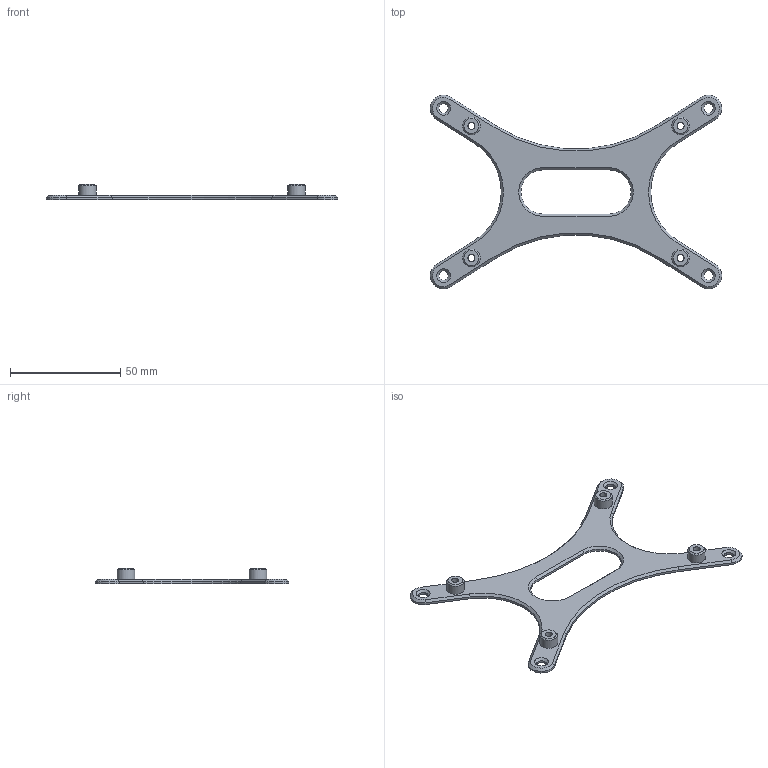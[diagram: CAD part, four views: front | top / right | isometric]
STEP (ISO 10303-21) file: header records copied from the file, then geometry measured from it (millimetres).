
FILE_DESCRIPTION(/* description */ (''),/* implementation_level */ '2;1');
FILE_NAME(/* name */ 'Einsy Mounting Plate_v2.step',/* time_stamp */ '2020-09-23T18:01:12-07:00',/* author */ (''),/* organization */ (''),/* preprocessor_version */ 'ST-DEVELOPER v18.1',/* originating_system */ 'Autodesk Translation Framework v9.3.0.1241',/* authorisation */ '');
FILE_SCHEMA (('AUTOMOTIVE_DESIGN { 1 0 10303 214 3 1 1 }'));
Length unit declared in the file: millimetre
Products named in the file (1): Einsy Mounting Plate
Bounding box: 132.36 x 88.01 x 7 mm (x, y, z)
Volume: 8035.2 mm3; surface area: 9578 mm2
Topology: 1 solids, 1 shells, 114 faces, 272 edges, 164 vertices
Faces by surface type: plane 74, cylinder 22, cone 18
Full cylindrical faces by diameter (mm): 3.2 x4, 4.3 x4, 8 x4
Entity records: 3315 total; most frequent: DIRECTION 588, CARTESIAN_POINT 551, ORIENTED_EDGE 544, EDGE_CURVE 272, AXIS2_PLACEMENT_3D 201, LINE 186, VECTOR 186, VERTEX_POINT 164
